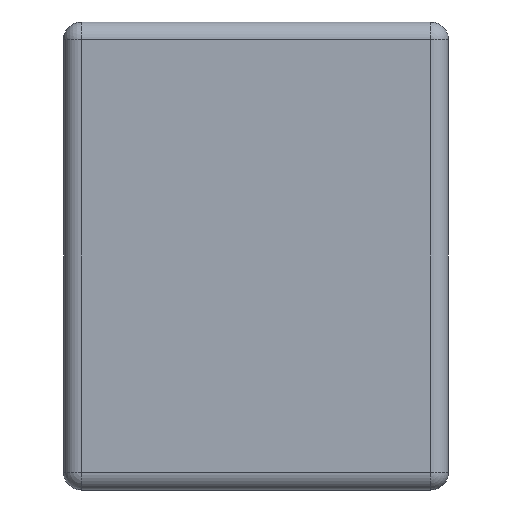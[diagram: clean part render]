
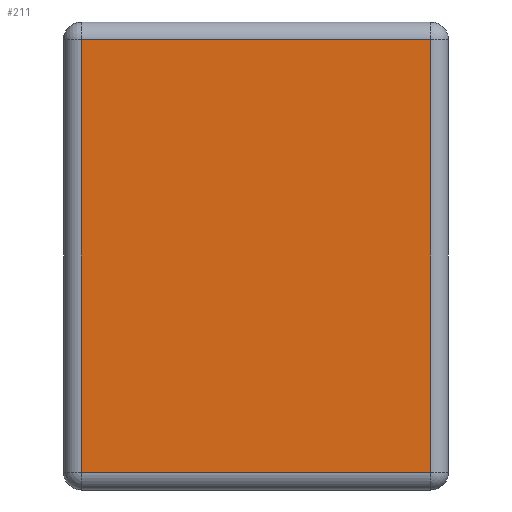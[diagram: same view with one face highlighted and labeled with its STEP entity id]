
A CAD part, left-side view. The second image highlights one B-rep face of the part: STEP entity #211.
In plain terms, the highlighted planar face has unit normal (-1, 0, 0).
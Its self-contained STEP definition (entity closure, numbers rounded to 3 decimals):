
#1 = ORIENTED_EDGE ( 'NONE', *, *, #1230, .T. ) ;
#65 = ORIENTED_EDGE ( 'NONE', *, *, #982, .T. ) ;
#99 = CARTESIAN_POINT ( 'NONE',  ( -0.55, 0.02, 0.265 ) ) ;
#135 = ORIENTED_EDGE ( 'NONE', *, *, #542, .T. ) ;
#149 = EDGE_LOOP ( 'NONE', ( #1, #135, #1174, #65 ) ) ;
#150 = CARTESIAN_POINT ( 'NONE',  ( -0.55, 0.416, 0.265 ) ) ;
#211 = ADVANCED_FACE ( 'NONE', ( #975 ), #569, .F. ) ;
#225 = VERTEX_POINT ( 'NONE', #1267 ) ;
#274 = LINE ( 'NONE', #469, #744 ) ;
#356 = AXIS2_PLACEMENT_3D ( 'NONE', #1183, #683, #1088 ) ;
#400 = DIRECTION ( 'NONE',  ( 0., 0., 1. ) ) ;
#406 = CARTESIAN_POINT ( 'NONE',  ( -0.55, 0.416, -0.245 ) ) ;
#469 = CARTESIAN_POINT ( 'NONE',  ( -0.55, 0.436, -0.245 ) ) ;
#542 = EDGE_CURVE ( 'NONE', #835, #802, #274, .T. ) ;
#560 = CARTESIAN_POINT ( 'NONE',  ( -0.55, 0.436, 0.245 ) ) ;
#569 = PLANE ( 'NONE',  #356 ) ;
#593 = LINE ( 'NONE', #99, #1123 ) ;
#614 = EDGE_CURVE ( 'NONE', #802, #623, #593, .T. ) ;
#623 = VERTEX_POINT ( 'NONE', #888 ) ;
#638 = LINE ( 'NONE', #560, #1260 ) ;
#683 = DIRECTION ( 'NONE',  ( 1., 0., 0. ) ) ;
#744 = VECTOR ( 'NONE', #1067, 1000. ) ;
#750 = DIRECTION ( 'NONE',  ( 0., 0., -1. ) ) ;
#802 = VERTEX_POINT ( 'NONE', #1008 ) ;
#835 = VERTEX_POINT ( 'NONE', #406 ) ;
#888 = CARTESIAN_POINT ( 'NONE',  ( -0.55, 0.02, 0.245 ) ) ;
#930 = VECTOR ( 'NONE', #750, 1000. ) ;
#973 = DIRECTION ( 'NONE',  ( 0., 1., 0. ) ) ;
#975 = FACE_OUTER_BOUND ( 'NONE', #149, .T. ) ;
#982 = EDGE_CURVE ( 'NONE', #623, #225, #638, .T. ) ;
#1008 = CARTESIAN_POINT ( 'NONE',  ( -0.55, 0.02, -0.245 ) ) ;
#1067 = DIRECTION ( 'NONE',  ( 0., -1., 0. ) ) ;
#1088 = DIRECTION ( 'NONE',  ( 0., 0., -1. ) ) ;
#1123 = VECTOR ( 'NONE', #400, 1000. ) ;
#1150 = LINE ( 'NONE', #150, #930 ) ;
#1174 = ORIENTED_EDGE ( 'NONE', *, *, #614, .T. ) ;
#1183 = CARTESIAN_POINT ( 'NONE',  ( -0.55, 0.436, 0.265 ) ) ;
#1230 = EDGE_CURVE ( 'NONE', #225, #835, #1150, .T. ) ;
#1260 = VECTOR ( 'NONE', #973, 1000. ) ;
#1267 = CARTESIAN_POINT ( 'NONE',  ( -0.55, 0.416, 0.245 ) ) ;
